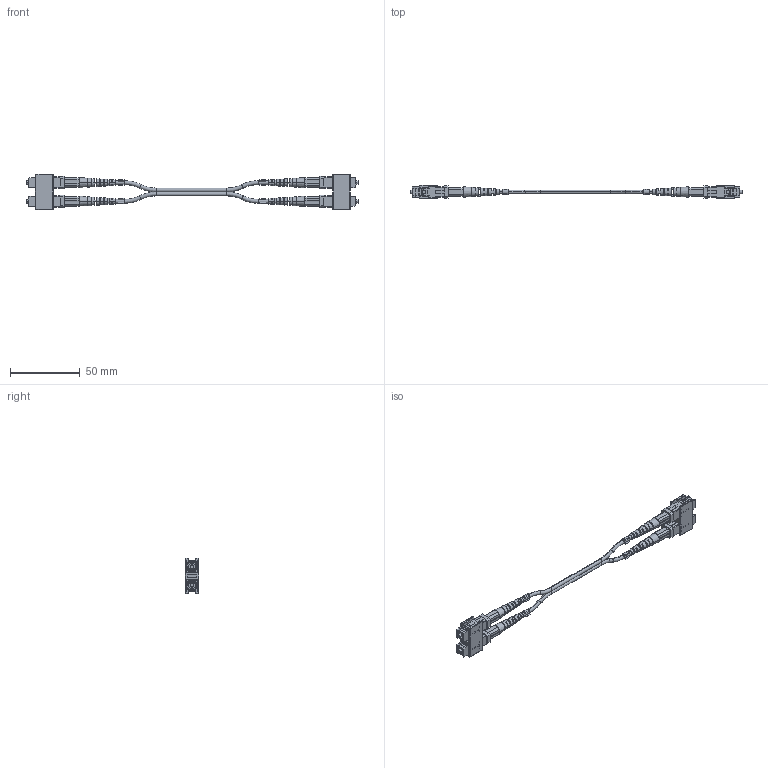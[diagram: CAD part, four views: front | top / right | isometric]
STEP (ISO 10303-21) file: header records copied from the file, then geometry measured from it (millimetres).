
FILE_DESCRIPTION (( 'STEP AP214' ), '1' );
FILE_NAME ('FODSCMIL.STEP', '2006-11-13T13:14:52', ( 'X' ), ( 'L-COM' ), 'SwSTEP 2.0', 'SolidWorks 2006052', '' );
FILE_SCHEMA (( 'AUTOMOTIVE_DESIGN' ));
Length unit declared in the file: inch
Products named in the file (10): LBL-C3P-A; FOC-101BA MA2; FOC-101BA MA1; LBL-C3P-B; 1AL06-087_FODSCMIL-01; FODSCMIL; FOC-101BA MA4; FOC-101BA MA3; FOC-101BA; FOC-SC
Assembly tree (15 placements, depth 3):
  FODSCMIL
    FOC-101BA  x4
      FOC-101BA MA2
      FOC-101BA MA1
      FOC-101BA MA4
      FOC-101BA MA3
    LBL-C3P-B  x2
    FOC-SC  x2
    LBL-C3P-A  x2
    1AL06-087_FODSCMIL-01
Bounding box: 238.73 x 9.53 x 25.4 mm (x, y, z)
Volume: 10427.7 mm3; surface area: 21951.6 mm2
Topology: 23 solids, 23 shells, 1373 faces, 3873 edges, 2502 vertices
Faces by surface type: plane 1106, cylinder 185, cone 24, torus 24, bspline 18, sphere 16
Entity records: 15018 total; most frequent: CARTESIAN_POINT 3677, ORIENTED_EDGE 2346, DIRECTION 2194, EDGE_CURVE 1173, VECTOR 818, LINE 818, VERTEX_POINT 752, AXIS2_PLACEMENT_3D 688
